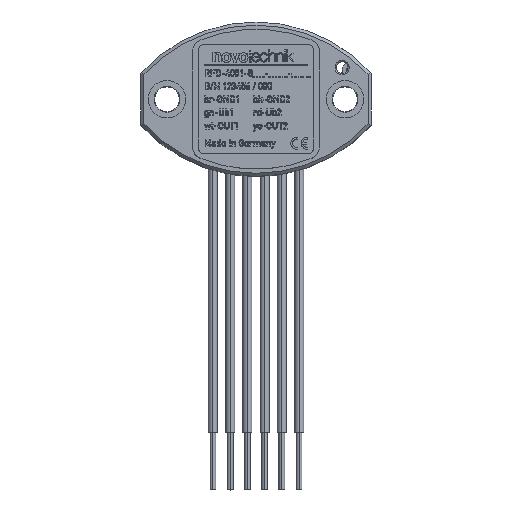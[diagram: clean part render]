
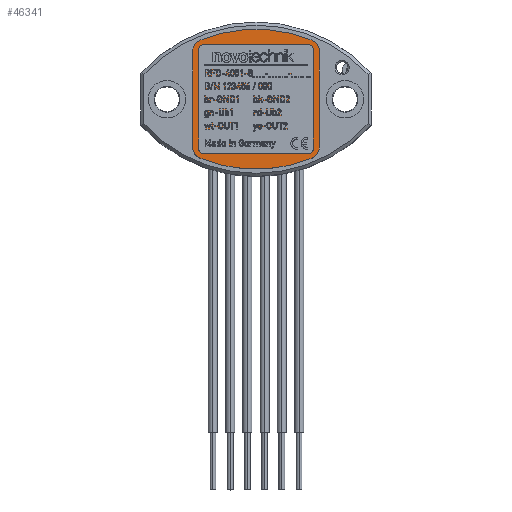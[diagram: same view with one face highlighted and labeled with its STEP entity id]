
A CAD part, top view. The second image highlights one B-rep face of the part: STEP entity #46341.
In plain terms, the highlighted planar face has unit normal (0, 0, 1).
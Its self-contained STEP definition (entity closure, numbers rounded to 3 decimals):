
#1225 = CARTESIAN_POINT ( 'NONE',  ( -10.851, -9.186, 6.6 ) ) ;
#2323 = CARTESIAN_POINT ( 'NONE',  ( 10.965, -8.813, 6.6 ) ) ;
#2517 = CARTESIAN_POINT ( 'NONE',  ( -9.753, -10.266, 6.6 ) ) ;
#2549 = CARTESIAN_POINT ( 'NONE',  ( -10.764, 9.368, 6.6 ) ) ;
#3101 = CARTESIAN_POINT ( 'NONE',  ( 10.109, 10.088, 6.6 ) ) ;
#4369 = ORIENTED_EDGE ( 'NONE', *, *, #28564, .T. ) ;
#4865 = ORIENTED_EDGE ( 'NONE', *, *, #32883, .T. ) ;
#5636 = CARTESIAN_POINT ( 'NONE',  ( -10.547, -9.692, 6.6 ) ) ;
#6711 = CARTESIAN_POINT ( 'NONE',  ( 10.995, -8.416, 6.6 ) ) ;
#6931 = CARTESIAN_POINT ( 'NONE',  ( -10.965, 8.813, 6.6 ) ) ;
#7107 = CARTESIAN_POINT ( 'NONE',  ( 10.995, 8.615, 6.6 ) ) ;
#7499 = CARTESIAN_POINT ( 'NONE',  ( 9.753, 10.266, 6.6 ) ) ;
#10052 = DIRECTION ( 'NONE',  ( 0., 0., 1. ) ) ;
#10064 = CARTESIAN_POINT ( 'NONE',  ( -10.109, -10.088, 6.6 ) ) ;
#10332 = CARTESIAN_POINT ( 'NONE',  ( 0., 13.549, 6.6 ) ) ;
#10992 = CARTESIAN_POINT ( 'NONE',  ( -9.753, 10.266, 6.6 ) ) ;
#11161 = EDGE_CURVE ( 'NONE', #43842, #29680, #13479, .T. ) ;
#11368 = CARTESIAN_POINT ( 'NONE',  ( -10.995, 8.416, 6.6 ) ) ;
#13479 = B_SPLINE_CURVE_WITH_KNOTS ( 'NONE', 3,
 ( #20585, #7107, #16132, #51180, #24961, #55590, #29361, #3101, #33790, #7499 ),
 .UNSPECIFIED., .F., .F.,
 ( 4, 2, 2, 2, 4 ),
 ( 0., 0.001, 0.001, 0.002, 0.002 ),
 .UNSPECIFIED. ) ;
#14092 = CARTESIAN_POINT ( 'NONE',  ( -10.995, -8.416, 6.6 ) ) ;
#14463 = CARTESIAN_POINT ( 'NONE',  ( -9.753, -10.266, 6.6 ) ) ;
#14757 = DIRECTION ( 'NONE',  ( 1., 0., 0. ) ) ;
#14804 = CARTESIAN_POINT ( 'NONE',  ( -10.995, -8.416, 6.6 ) ) ;
#15010 = CARTESIAN_POINT ( 'NONE',  ( 0., -14.1, 6.6 ) ) ;
#15082 = ORIENTED_EDGE ( 'NONE', *, *, #41074, .T. ) ;
#16132 = CARTESIAN_POINT ( 'NONE',  ( 10.966, 8.808, 6.6 ) ) ;
#16409 = VERTEX_POINT ( 'NONE', #33016 ) ;
#16909 = AXIS2_PLACEMENT_3D ( 'NONE', #10332, #41014, #14757 ) ;
#17729 = EDGE_LOOP ( 'NONE', ( #47365, #15082, #4865, #51687, #4369, #49541, #54647, #26350 ) ) ;
#17740 = CARTESIAN_POINT ( 'NONE',  ( 9.753, 10.266, 6.6 ) ) ;
#18304 = CIRCLE ( 'NONE', #26407, 25.735 ) ;
#19235 = PLANE ( 'NONE',  #21770 ) ;
#19419 = DIRECTION ( 'NONE',  ( 1., 0., 0. ) ) ;
#19807 = CARTESIAN_POINT ( 'NONE',  ( 10.105, -10.091, 6.6 ) ) ;
#20585 = CARTESIAN_POINT ( 'NONE',  ( 10.995, 8.416, 6.6 ) ) ;
#21357 = EDGE_CURVE ( 'NONE', #39090, #51615, #22793, .T. ) ;
#21361 = VERTEX_POINT ( 'NONE', #40638 ) ;
#21770 = AXIS2_PLACEMENT_3D ( 'NONE', #15010, #45651, #19419 ) ;
#22106 = CARTESIAN_POINT ( 'NONE',  ( -10.995, -14.1, 6.6 ) ) ;
#22793 = CIRCLE ( 'NONE', #16909, 25.735 ) ;
#23587 = FACE_OUTER_BOUND ( 'NONE', #17729, .T. ) ;
#24186 = CARTESIAN_POINT ( 'NONE',  ( 10.545, -9.695, 6.6 ) ) ;
#24227 = CARTESIAN_POINT ( 'NONE',  ( -9.937, 10.191, 6.6 ) ) ;
#24408 = CARTESIAN_POINT ( 'NONE',  ( -10.105, 10.091, 6.6 ) ) ;
#24961 = CARTESIAN_POINT ( 'NONE',  ( 10.766, 9.365, 6.6 ) ) ;
#26350 = ORIENTED_EDGE ( 'NONE', *, *, #51189, .T. ) ;
#26407 = AXIS2_PLACEMENT_3D ( 'NONE', #36314, #10052, #40720 ) ;
#27307 = CARTESIAN_POINT ( 'NONE',  ( -10.995, -8.615, 6.6 ) ) ;
#27494 = CARTESIAN_POINT ( 'NONE',  ( -10.966, -8.808, 6.6 ) ) ;
#28564 = EDGE_CURVE ( 'NONE', #29680, #21361, #18304, .T. ) ;
#28588 = CARTESIAN_POINT ( 'NONE',  ( 10.85, -9.188, 6.6 ) ) ;
#28803 = CARTESIAN_POINT ( 'NONE',  ( -10.545, 9.695, 6.6 ) ) ;
#29361 = CARTESIAN_POINT ( 'NONE',  ( 10.413, 9.84, 6.6 ) ) ;
#29680 = VERTEX_POINT ( 'NONE', #17740 ) ;
#30917 = DIRECTION ( 'NONE',  ( 0., -1., 0. ) ) ;
#31841 = CARTESIAN_POINT ( 'NONE',  ( 10.995, -8.416, 6.6 ) ) ;
#31943 = CARTESIAN_POINT ( 'NONE',  ( -10.766, -9.365, 6.6 ) ) ;
#32883 = EDGE_CURVE ( 'NONE', #40149, #43842, #55587, .T. ) ;
#33016 = CARTESIAN_POINT ( 'NONE',  ( -10.995, 8.416, 6.6 ) ) ;
#33019 = CARTESIAN_POINT ( 'NONE',  ( 10.995, -8.615, 6.6 ) ) ;
#33248 = CARTESIAN_POINT ( 'NONE',  ( -10.85, 9.188, 6.6 ) ) ;
#33790 = CARTESIAN_POINT ( 'NONE',  ( 9.937, 10.191, 6.6 ) ) ;
#36314 = CARTESIAN_POINT ( 'NONE',  ( 0., -13.549, 6.6 ) ) ;
#36331 = CARTESIAN_POINT ( 'NONE',  ( -10.413, -9.84, 6.6 ) ) ;
#36401 = EDGE_CURVE ( 'NONE', #21361, #16409, #55814, .T. ) ;
#37129 = VECTOR ( 'NONE', #46824, 1000. ) ;
#37652 = CARTESIAN_POINT ( 'NONE',  ( -10.995, 8.615, 6.6 ) ) ;
#39090 = VERTEX_POINT ( 'NONE', #2517 ) ;
#39465 = B_SPLINE_CURVE_WITH_KNOTS ( 'NONE', 3,
 ( #41632, #46015, #19807, #50434, #24186, #54814, #28588, #2323, #33019, #6711 ),
 .UNSPECIFIED., .F., .F.,
 ( 4, 2, 2, 2, 4 ),
 ( 0., 0.001, 0.001, 0.002, 0.002 ),
 .UNSPECIFIED. ) ;
#39534 = CARTESIAN_POINT ( 'NONE',  ( 9.753, -10.266, 6.6 ) ) ;
#40149 = VERTEX_POINT ( 'NONE', #31841 ) ;
#40638 = CARTESIAN_POINT ( 'NONE',  ( -9.753, 10.266, 6.6 ) ) ;
#40720 = DIRECTION ( 'NONE',  ( 1., 0., 0. ) ) ;
#40731 = CARTESIAN_POINT ( 'NONE',  ( -9.937, -10.191, 6.6 ) ) ;
#41014 = DIRECTION ( 'NONE',  ( 0., 0., 1. ) ) ;
#41074 = EDGE_CURVE ( 'NONE', #51615, #40149, #39465, .T. ) ;
#41632 = CARTESIAN_POINT ( 'NONE',  ( 9.753, -10.266, 6.6 ) ) ;
#43842 = VERTEX_POINT ( 'NONE', #53424 ) ;
#45651 = DIRECTION ( 'NONE',  ( 0., 0., 1. ) ) ;
#46015 = CARTESIAN_POINT ( 'NONE',  ( 9.937, -10.191, 6.6 ) ) ;
#46341 = ADVANCED_FACE ( 'NONE', ( #23587 ), #19235, .T. ) ;
#46824 = DIRECTION ( 'NONE',  ( 0., 1., 0. ) ) ;
#47365 = ORIENTED_EDGE ( 'NONE', *, *, #21357, .T. ) ;
#49541 = ORIENTED_EDGE ( 'NONE', *, *, #36401, .T. ) ;
#50434 = CARTESIAN_POINT ( 'NONE',  ( 10.411, -9.841, 6.6 ) ) ;
#51039 = CARTESIAN_POINT ( 'NONE',  ( 10.995, -14.1, 6.6 ) ) ;
#51180 = CARTESIAN_POINT ( 'NONE',  ( 10.851, 9.186, 6.6 ) ) ;
#51189 = EDGE_CURVE ( 'NONE', #56694, #39090, #53340, .T. ) ;
#51615 = VERTEX_POINT ( 'NONE', #39534 ) ;
#51687 = ORIENTED_EDGE ( 'NONE', *, *, #11161, .T. ) ;
#52959 = VECTOR ( 'NONE', #30917, 1000. ) ;
#53340 = B_SPLINE_CURVE_WITH_KNOTS ( 'NONE', 3,
 ( #14092, #27307, #27494, #1225, #31943, #5636, #36331, #10064, #40731, #14463 ),
 .UNSPECIFIED., .F., .F.,
 ( 4, 2, 2, 2, 4 ),
 ( 0., 0.001, 0.001, 0.002, 0.002 ),
 .UNSPECIFIED. ) ;
#53424 = CARTESIAN_POINT ( 'NONE',  ( 10.995, 8.416, 6.6 ) ) ;
#54335 = LINE ( 'NONE', #22106, #52959 ) ;
#54647 = ORIENTED_EDGE ( 'NONE', *, *, #55139, .T. ) ;
#54814 = CARTESIAN_POINT ( 'NONE',  ( 10.764, -9.368, 6.6 ) ) ;
#55044 = CARTESIAN_POINT ( 'NONE',  ( -10.411, 9.841, 6.6 ) ) ;
#55139 = EDGE_CURVE ( 'NONE', #16409, #56694, #54335, .T. ) ;
#55587 = LINE ( 'NONE', #51039, #37129 ) ;
#55590 = CARTESIAN_POINT ( 'NONE',  ( 10.547, 9.692, 6.6 ) ) ;
#55814 = B_SPLINE_CURVE_WITH_KNOTS ( 'NONE', 3,
 ( #10992, #24227, #24408, #55044, #28803, #2549, #33248, #6931, #37652, #11368 ),
 .UNSPECIFIED., .F., .F.,
 ( 4, 2, 2, 2, 4 ),
 ( 0., 0.001, 0.001, 0.002, 0.002 ),
 .UNSPECIFIED. ) ;
#56694 = VERTEX_POINT ( 'NONE', #14804 ) ;
